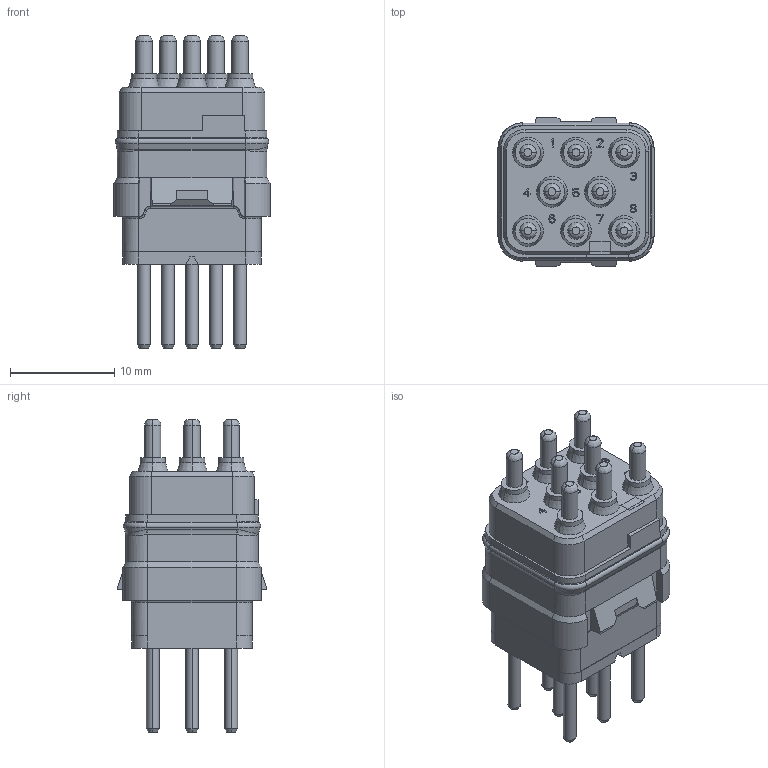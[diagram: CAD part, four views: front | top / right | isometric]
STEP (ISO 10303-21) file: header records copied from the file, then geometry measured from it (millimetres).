
FILE_DESCRIPTION((''),'2;1');
FILE_NAME('SIME0816PDP','2020-03-05T',('presta_be4'),(''),'CREO PARAMETRIC BY PTC INC, 2018360','CREO PARAMETRIC BY PTC INC, 2018360','');
FILE_SCHEMA(('CONFIG_CONTROL_DESIGN'));
Length unit declared in the file: millimetre
Products named in the file (1): SIME0816PDP
Bounding box: 15 x 14.3 x 30.1 mm (x, y, z)
Volume: 3079.3 mm3; surface area: 1738.8 mm2
Topology: 1 solids, 1 shells, 653 faces, 1663 edges, 1056 vertices
Faces by surface type: plane 433, cylinder 116, bspline 44, cone 44, torus 16
Entity records: 23268 total; most frequent: CARTESIAN_POINT 7508, ORIENTED_EDGE 3326, DIRECTION 3146, EDGE_CURVE 1663, VECTOR 1262, LINE 1262, VERTEX_POINT 1056, AXIS2_PLACEMENT_3D 942
